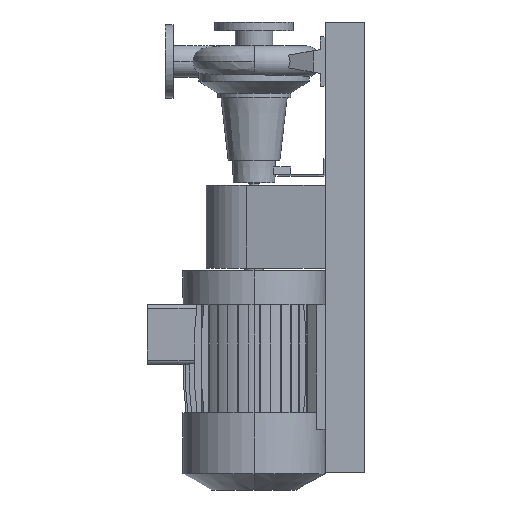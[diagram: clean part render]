
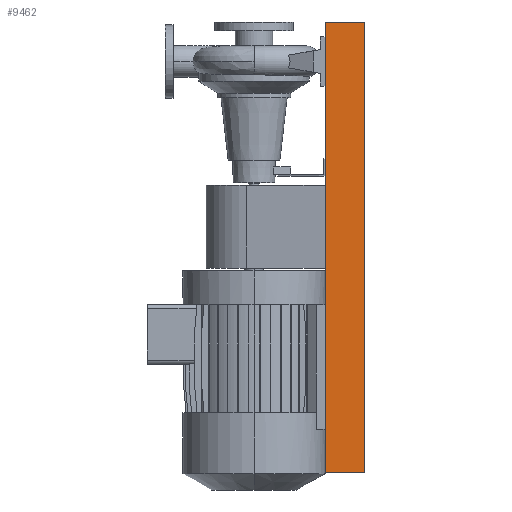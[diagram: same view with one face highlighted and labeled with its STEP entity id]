
A CAD part, left-side view. The second image highlights one B-rep face of the part: STEP entity #9462.
In plain terms, the highlighted planar face has unit normal (-1, 0, 0).
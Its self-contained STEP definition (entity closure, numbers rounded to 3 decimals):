
#39 = ORIENTED_EDGE ( 'NONE', *, *, #5005, .F. ) ;
#71 = LINE ( 'NONE', #12218, #11435 ) ;
#604 = CARTESIAN_POINT ( 'NONE',  ( -175., 50., -570. ) ) ;
#613 = AXIS2_PLACEMENT_3D ( 'NONE', #20321, #1706, #18778 ) ;
#966 = EDGE_LOOP ( 'NONE', ( #17499, #39, #19115, #20141 ) ) ;
#1706 = DIRECTION ( 'NONE',  ( -1., 0., 0. ) ) ;
#2322 = CARTESIAN_POINT ( 'NONE',  ( -175., 50., 570. ) ) ;
#2687 = VERTEX_POINT ( 'NONE', #604 ) ;
#3219 = VERTEX_POINT ( 'NONE', #18538 ) ;
#3352 = PLANE ( 'NONE',  #613 ) ;
#3812 = CARTESIAN_POINT ( 'NONE',  ( -175., 50., -570. ) ) ;
#4059 = EDGE_CURVE ( 'NONE', #15392, #7297, #8587, .T. ) ;
#4996 = CARTESIAN_POINT ( 'NONE',  ( -175., -50., 570. ) ) ;
#5005 = EDGE_CURVE ( 'NONE', #2687, #15392, #5369, .T. ) ;
#5208 = CARTESIAN_POINT ( 'NONE',  ( -175., -50., 570. ) ) ;
#5369 = LINE ( 'NONE', #3812, #12028 ) ;
#5991 = CARTESIAN_POINT ( 'NONE',  ( -175., -50., -570. ) ) ;
#6641 = DIRECTION ( 'NONE',  ( 0., -1., 0. ) ) ;
#6648 = EDGE_CURVE ( 'NONE', #2687, #3219, #71, .T. ) ;
#7297 = VERTEX_POINT ( 'NONE', #4996 ) ;
#8587 = LINE ( 'NONE', #5208, #16595 ) ;
#9031 = DIRECTION ( 'NONE',  ( 0., -1., 0. ) ) ;
#9462 = ADVANCED_FACE ( 'NONE', ( #15680 ), #3352, .T. ) ;
#11435 = VECTOR ( 'NONE', #9031, 1000. ) ;
#12028 = VECTOR ( 'NONE', #13269, 1000. ) ;
#12218 = CARTESIAN_POINT ( 'NONE',  ( -175., -50., -570. ) ) ;
#12247 = DIRECTION ( 'NONE',  ( 0., 0., 1. ) ) ;
#13269 = DIRECTION ( 'NONE',  ( 0., 0., 1. ) ) ;
#13792 = EDGE_CURVE ( 'NONE', #3219, #7297, #20067, .T. ) ;
#14853 = VECTOR ( 'NONE', #12247, 1000. ) ;
#15392 = VERTEX_POINT ( 'NONE', #2322 ) ;
#15680 = FACE_OUTER_BOUND ( 'NONE', #966, .T. ) ;
#16595 = VECTOR ( 'NONE', #6641, 1000. ) ;
#17499 = ORIENTED_EDGE ( 'NONE', *, *, #4059, .F. ) ;
#18538 = CARTESIAN_POINT ( 'NONE',  ( -175., -50., -570. ) ) ;
#18778 = DIRECTION ( 'NONE',  ( 0., 0., 1. ) ) ;
#19115 = ORIENTED_EDGE ( 'NONE', *, *, #6648, .T. ) ;
#20067 = LINE ( 'NONE', #5991, #14853 ) ;
#20141 = ORIENTED_EDGE ( 'NONE', *, *, #13792, .T. ) ;
#20321 = CARTESIAN_POINT ( 'NONE',  ( -175., -50., -570. ) ) ;
